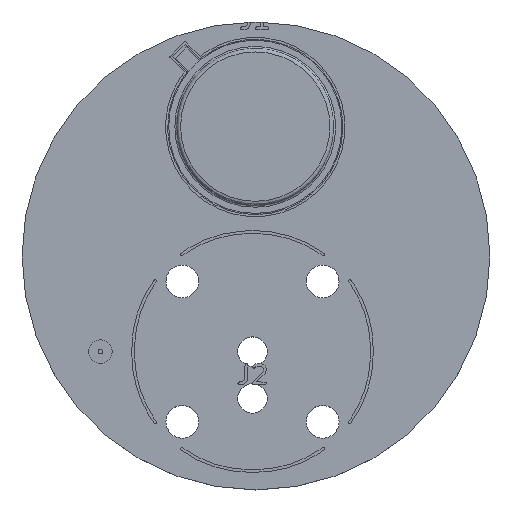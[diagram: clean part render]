
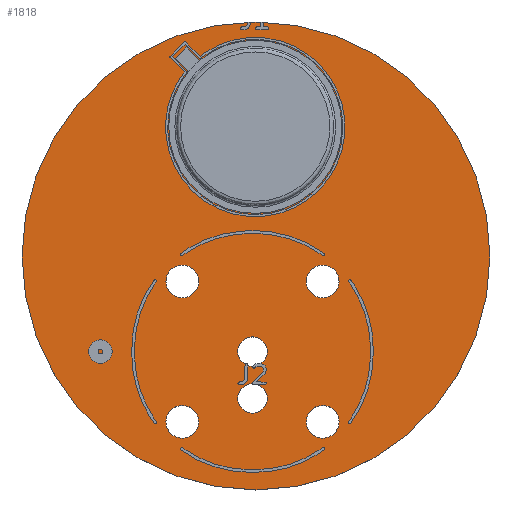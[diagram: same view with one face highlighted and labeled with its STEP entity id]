
A CAD part, top view. The second image highlights one B-rep face of the part: STEP entity #1818.
In plain terms, the highlighted planar face has unit normal (0, 0, 1).
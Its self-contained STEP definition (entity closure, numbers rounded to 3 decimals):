
#1684 = VERTEX_POINT('',#1685);
#1685 = CARTESIAN_POINT('',(192.7,-75.5,1.51));
#1691 = EDGE_CURVE('',#1684,#1684,#1692,.T.);
#1692 = CIRCLE('',#1693,12.7);
#1693 = AXIS2_PLACEMENT_3D('',#1694,#1695,#1696);
#1694 = CARTESIAN_POINT('',(180.,-75.5,1.51));
#1695 = DIRECTION('',(0.,0.,1.));
#1696 = DIRECTION('',(1.,0.,-0.));
#1818 = ADVANCED_FACE('',(#1819,#1822,#1833,#1844,#1855,#1866,#1877,
    #1888,#1899,#1910),#1921,.T.);
#1819 = FACE_BOUND('',#1820,.T.);
#1820 = EDGE_LOOP('',(#1821));
#1821 = ORIENTED_EDGE('',*,*,#1691,.T.);
#1822 = FACE_BOUND('',#1823,.T.);
#1823 = EDGE_LOOP('',(#1824));
#1824 = ORIENTED_EDGE('',*,*,#1825,.T.);
#1825 = EDGE_CURVE('',#1826,#1826,#1828,.T.);
#1826 = VERTEX_POINT('',#1827);
#1827 = CARTESIAN_POINT('',(176.,-85.389,1.51));
#1828 = CIRCLE('',#1829,0.889);
#1829 = AXIS2_PLACEMENT_3D('',#1830,#1831,#1832);
#1830 = CARTESIAN_POINT('',(176.,-84.5,1.51));
#1831 = DIRECTION('',(-0.,0.,-1.));
#1832 = DIRECTION('',(-0.,-1.,0.));
#1833 = FACE_BOUND('',#1834,.T.);
#1834 = EDGE_LOOP('',(#1835));
#1835 = ORIENTED_EDGE('',*,*,#1836,.T.);
#1836 = EDGE_CURVE('',#1837,#1837,#1839,.T.);
#1837 = VERTEX_POINT('',#1838);
#1838 = CARTESIAN_POINT('',(176.,-77.769,1.51));
#1839 = CIRCLE('',#1840,0.889);
#1840 = AXIS2_PLACEMENT_3D('',#1841,#1842,#1843);
#1841 = CARTESIAN_POINT('',(176.,-76.88,1.51));
#1842 = DIRECTION('',(-0.,0.,-1.));
#1843 = DIRECTION('',(-0.,-1.,0.));
#1844 = FACE_BOUND('',#1845,.T.);
#1845 = EDGE_LOOP('',(#1846));
#1846 = ORIENTED_EDGE('',*,*,#1847,.T.);
#1847 = EDGE_CURVE('',#1848,#1848,#1850,.T.);
#1848 = VERTEX_POINT('',#1849);
#1849 = CARTESIAN_POINT('',(179.81,-84.03,1.51));
#1850 = CIRCLE('',#1851,0.8);
#1851 = AXIS2_PLACEMENT_3D('',#1852,#1853,#1854);
#1852 = CARTESIAN_POINT('',(179.81,-83.23,1.51));
#1853 = DIRECTION('',(-0.,0.,-1.));
#1854 = DIRECTION('',(-0.,-1.,0.));
#1855 = FACE_BOUND('',#1856,.T.);
#1856 = EDGE_LOOP('',(#1857));
#1857 = ORIENTED_EDGE('',*,*,#1858,.T.);
#1858 = EDGE_CURVE('',#1859,#1859,#1861,.T.);
#1859 = VERTEX_POINT('',#1860);
#1860 = CARTESIAN_POINT('',(183.62,-85.389,1.51));
#1861 = CIRCLE('',#1862,0.889);
#1862 = AXIS2_PLACEMENT_3D('',#1863,#1864,#1865);
#1863 = CARTESIAN_POINT('',(183.62,-84.5,1.51));
#1864 = DIRECTION('',(-0.,0.,-1.));
#1865 = DIRECTION('',(-0.,-1.,0.));
#1866 = FACE_BOUND('',#1867,.T.);
#1867 = EDGE_LOOP('',(#1868));
#1868 = ORIENTED_EDGE('',*,*,#1869,.T.);
#1869 = EDGE_CURVE('',#1870,#1870,#1872,.T.);
#1870 = VERTEX_POINT('',#1871);
#1871 = CARTESIAN_POINT('',(179.81,-81.49,1.51));
#1872 = CIRCLE('',#1873,0.8);
#1873 = AXIS2_PLACEMENT_3D('',#1874,#1875,#1876);
#1874 = CARTESIAN_POINT('',(179.81,-80.69,1.51));
#1875 = DIRECTION('',(-0.,0.,-1.));
#1876 = DIRECTION('',(-0.,-1.,0.));
#1877 = FACE_BOUND('',#1878,.T.);
#1878 = EDGE_LOOP('',(#1879));
#1879 = ORIENTED_EDGE('',*,*,#1880,.T.);
#1880 = EDGE_CURVE('',#1881,#1881,#1883,.T.);
#1881 = VERTEX_POINT('',#1882);
#1882 = CARTESIAN_POINT('',(183.62,-77.769,1.51));
#1883 = CIRCLE('',#1884,0.889);
#1884 = AXIS2_PLACEMENT_3D('',#1885,#1886,#1887);
#1885 = CARTESIAN_POINT('',(183.62,-76.88,1.51));
#1886 = DIRECTION('',(-0.,0.,-1.));
#1887 = DIRECTION('',(-0.,-1.,0.));
#1888 = FACE_BOUND('',#1889,.T.);
#1889 = EDGE_LOOP('',(#1890));
#1890 = ORIENTED_EDGE('',*,*,#1891,.T.);
#1891 = EDGE_CURVE('',#1892,#1892,#1894,.T.);
#1892 = VERTEX_POINT('',#1893);
#1893 = CARTESIAN_POINT('',(177.42,-68.85,1.51));
#1894 = CIRCLE('',#1895,0.35);
#1895 = AXIS2_PLACEMENT_3D('',#1896,#1897,#1898);
#1896 = CARTESIAN_POINT('',(177.42,-68.5,1.51));
#1897 = DIRECTION('',(-0.,0.,-1.));
#1898 = DIRECTION('',(0.,-1.,0.));
#1899 = FACE_BOUND('',#1900,.T.);
#1900 = EDGE_LOOP('',(#1901));
#1901 = ORIENTED_EDGE('',*,*,#1902,.T.);
#1902 = EDGE_CURVE('',#1903,#1903,#1905,.T.);
#1903 = VERTEX_POINT('',#1904);
#1904 = CARTESIAN_POINT('',(179.96,-71.39,1.51));
#1905 = CIRCLE('',#1906,0.35);
#1906 = AXIS2_PLACEMENT_3D('',#1907,#1908,#1909);
#1907 = CARTESIAN_POINT('',(179.96,-71.04,1.51));
#1908 = DIRECTION('',(-0.,0.,-1.));
#1909 = DIRECTION('',(-0.,-1.,0.));
#1910 = FACE_BOUND('',#1911,.T.);
#1911 = EDGE_LOOP('',(#1912));
#1912 = ORIENTED_EDGE('',*,*,#1913,.T.);
#1913 = EDGE_CURVE('',#1914,#1914,#1916,.T.);
#1914 = VERTEX_POINT('',#1915);
#1915 = CARTESIAN_POINT('',(182.5,-68.85,1.51));
#1916 = CIRCLE('',#1917,0.35);
#1917 = AXIS2_PLACEMENT_3D('',#1918,#1919,#1920);
#1918 = CARTESIAN_POINT('',(182.5,-68.5,1.51));
#1919 = DIRECTION('',(-0.,0.,-1.));
#1920 = DIRECTION('',(-0.,-1.,0.));
#1921 = PLANE('',#1922);
#1922 = AXIS2_PLACEMENT_3D('',#1923,#1924,#1925);
#1923 = CARTESIAN_POINT('',(0.,0.,1.51));
#1924 = DIRECTION('',(0.,0.,1.));
#1925 = DIRECTION('',(1.,0.,-0.));
